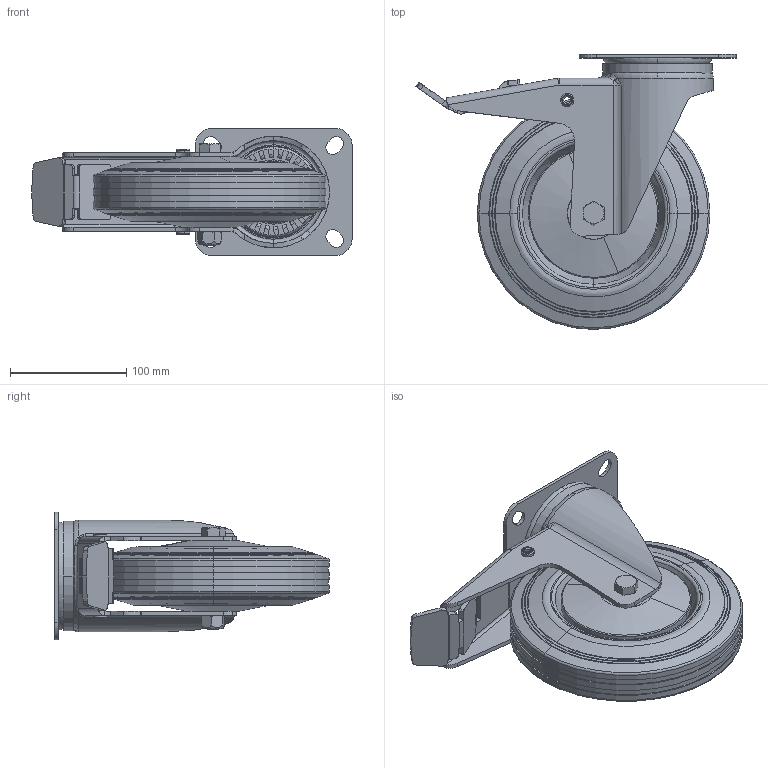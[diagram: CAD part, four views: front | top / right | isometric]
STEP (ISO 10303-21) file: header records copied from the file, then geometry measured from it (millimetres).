
FILE_DESCRIPTION(('STEP AP203'),'1');
FILE_NAME('l420_b55_201.stp','2023-08-08T09:47:34',('TraceParts'),('TraceParts S.A.'),'Spatial InterOp 3D',' ',' ');
FILE_SCHEMA(('CONFIG_CONTROL_DESIGN'));
Length unit declared in the file: millimetre
Products named in the file (1): 1
Bounding box: 275.28 x 236.34 x 110 mm (x, y, z)
Volume: 1446917.7 mm3; surface area: 343530.2 mm2
Topology: 14 solids, 14 shells, 505 faces, 1324 edges, 853 vertices
Faces by surface type: plane 204, cylinder 127, torus 107, cone 42, bspline 25
Entity records: 70325 total; most frequent: CARTESIAN_POINT 57522, DIRECTION 2798, ORIENTED_EDGE 2644, EDGE_CURVE 1322, AXIS2_PLACEMENT_3D 1119, VERTEX_POINT 853, CIRCLE 613, LINE 560
